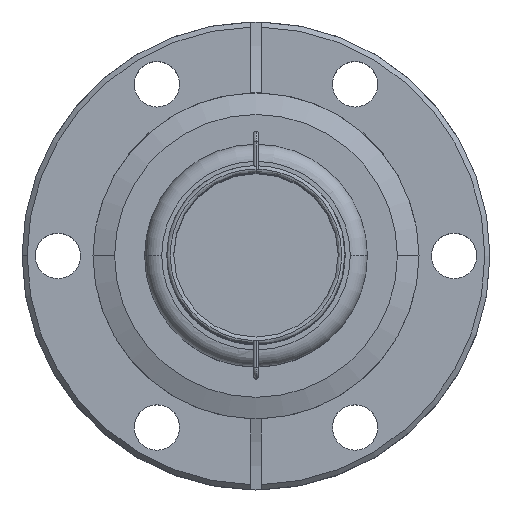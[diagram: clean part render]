
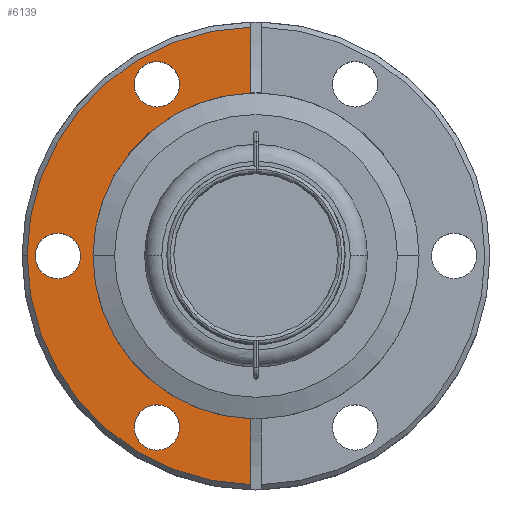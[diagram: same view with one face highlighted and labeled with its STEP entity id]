
A CAD part, top view. The second image highlights one B-rep face of the part: STEP entity #6139.
In plain terms, the highlighted planar face has unit normal (0, 0, 1).
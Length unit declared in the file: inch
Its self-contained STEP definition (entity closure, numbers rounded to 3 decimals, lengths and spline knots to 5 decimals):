
#233 = EDGE_CURVE ( 'NONE', #10040, #6404, #2533, .T. ) ;
#275 = CARTESIAN_POINT ( 'NONE',  ( -0.031, 1.33464, 0.5 ) ) ;
#279 = CIRCLE ( 'NONE', #6315, 0.951 ) ;
#291 = VERTEX_POINT ( 'NONE', #6257 ) ;
#327 = DIRECTION ( 'NONE',  ( -0.5, -0.866, 0. ) ) ;
#415 = DIRECTION ( 'NONE',  ( 0., 0., 1. ) ) ;
#1179 = EDGE_CURVE ( 'NONE', #4219, #291, #4751, .T. ) ;
#1210 = DIRECTION ( 'NONE',  ( 0., 0., 1. ) ) ;
#1410 = DIRECTION ( 'NONE',  ( 0., 0., 1. ) ) ;
#1416 = CIRCLE ( 'NONE', #7456, 1.335 ) ;
#1468 = FACE_OUTER_BOUND ( 'NONE', #13481, .T. ) ;
#1529 = CARTESIAN_POINT ( 'NONE',  ( -0.031, -1.365, 0.5 ) ) ;
#1563 = DIRECTION ( 'NONE',  ( -0.5, 0.866, 0. ) ) ;
#1572 = DIRECTION ( 'NONE',  ( -1., 0., 0. ) ) ;
#1588 = DIRECTION ( 'NONE',  ( 0., 0., -1. ) ) ;
#1804 = EDGE_CURVE ( 'NONE', #4090, #10698, #5012, .T. ) ;
#1927 = VERTEX_POINT ( 'NONE', #3743 ) ;
#1990 = DIRECTION ( 'NONE',  ( -1., 0., 0. ) ) ;
#2061 = CIRCLE ( 'NONE', #3839, 0.1325 ) ;
#2097 = CIRCLE ( 'NONE', #9010, 0.1325 ) ;
#2211 = EDGE_CURVE ( 'NONE', #5872, #1927, #5010, .T. ) ;
#2382 = ORIENTED_EDGE ( 'NONE', *, *, #1179, .F. ) ;
#2517 = FACE_BOUND ( 'NONE', #9532, .T. ) ;
#2533 = CIRCLE ( 'NONE', #8571, 0.951 ) ;
#2560 = AXIS2_PLACEMENT_3D ( 'NONE', #10003, #415, #4679 ) ;
#2648 = EDGE_CURVE ( 'NONE', #291, #4219, #2097, .T. ) ;
#2875 = EDGE_CURVE ( 'NONE', #5872, #8674, #1416, .T. ) ;
#2910 = DIRECTION ( 'NONE',  ( 0., -1., 0. ) ) ;
#3143 = DIRECTION ( 'NONE',  ( 0., 0., 1. ) ) ;
#3152 = VERTEX_POINT ( 'NONE', #12330 ) ;
#3185 = CARTESIAN_POINT ( 'NONE',  ( -1.2885, 0., 0.5 ) ) ;
#3314 = ORIENTED_EDGE ( 'NONE', *, *, #12563, .F. ) ;
#3743 = CARTESIAN_POINT ( 'NONE',  ( -0.031, 0.95049, 0.5 ) ) ;
#3839 = AXIS2_PLACEMENT_3D ( 'NONE', #3955, #8236, #12509 ) ;
#3955 = CARTESIAN_POINT ( 'NONE',  ( -1.156, 0., 0.5 ) ) ;
#4050 = ORIENTED_EDGE ( 'NONE', *, *, #233, .T. ) ;
#4090 = VERTEX_POINT ( 'NONE', #12708 ) ;
#4219 = VERTEX_POINT ( 'NONE', #8558 ) ;
#4582 = EDGE_CURVE ( 'NONE', #6404, #1927, #279, .T. ) ;
#4679 = DIRECTION ( 'NONE',  ( 1., 0., 0. ) ) ;
#4751 = CIRCLE ( 'NONE', #10806, 0.1325 ) ;
#4850 = CARTESIAN_POINT ( 'NONE',  ( 0., 0., 0.5 ) ) ;
#5010 = LINE ( 'NONE', #12508, #11691 ) ;
#5012 = CIRCLE ( 'NONE', #11046, 0.1325 ) ;
#5074 = ORIENTED_EDGE ( 'NONE', *, *, #4582, .T. ) ;
#5476 = DIRECTION ( 'NONE',  ( -0.5, 0.866, 0. ) ) ;
#5623 = CARTESIAN_POINT ( 'NONE',  ( -0.7105, -1.00113, 0.5 ) ) ;
#5639 = CARTESIAN_POINT ( 'NONE',  ( -0.578, -1.00113, 0.5 ) ) ;
#5678 = DIRECTION ( 'NONE',  ( 1., 0., 0. ) ) ;
#5696 = AXIS2_PLACEMENT_3D ( 'NONE', #12745, #3143, #7409 ) ;
#5733 = PLANE ( 'NONE',  #2560 ) ;
#5797 = DIRECTION ( 'NONE',  ( 0., 1., 0. ) ) ;
#5860 = DIRECTION ( 'NONE',  ( -1., 0., 0. ) ) ;
#5872 = VERTEX_POINT ( 'NONE', #275 ) ;
#5999 = CARTESIAN_POINT ( 'NONE',  ( -0.031, -1.33464, 0.5 ) ) ;
#6139 = ADVANCED_FACE ( 'NONE', ( #2517, #6786, #11057, #1468 ), #5733, .T. ) ;
#6211 = EDGE_CURVE ( 'NONE', #10361, #10040, #11120, .T. ) ;
#6257 = CARTESIAN_POINT ( 'NONE',  ( -0.4455, 1.00113, 0.5 ) ) ;
#6310 = AXIS2_PLACEMENT_3D ( 'NONE', #4850, #9119, #13399 ) ;
#6315 = AXIS2_PLACEMENT_3D ( 'NONE', #11185, #1588, #5860 ) ;
#6325 = AXIS2_PLACEMENT_3D ( 'NONE', #5639, #9918, #327 ) ;
#6404 = VERTEX_POINT ( 'NONE', #13053 ) ;
#6642 = CARTESIAN_POINT ( 'NONE',  ( -0.031, -0.95049, 0.5 ) ) ;
#6786 = FACE_BOUND ( 'NONE', #7281, .T. ) ;
#6887 = CARTESIAN_POINT ( 'NONE',  ( -0.578, 1.00113, 0.5 ) ) ;
#6896 = CARTESIAN_POINT ( 'NONE',  ( -1.156, 0., 0.5 ) ) ;
#7198 = ORIENTED_EDGE ( 'NONE', *, *, #8695, .F. ) ;
#7281 = EDGE_LOOP ( 'NONE', ( #13592, #7198 ) ) ;
#7316 = CARTESIAN_POINT ( 'NONE',  ( 0., 0., 0.5 ) ) ;
#7409 = DIRECTION ( 'NONE',  ( -0.5, -0.866, 0. ) ) ;
#7427 = EDGE_CURVE ( 'NONE', #13821, #3152, #11750, .T. ) ;
#7456 = AXIS2_PLACEMENT_3D ( 'NONE', #10998, #1410, #5678 ) ;
#7588 = ORIENTED_EDGE ( 'NONE', *, *, #9771, .T. ) ;
#8236 = DIRECTION ( 'NONE',  ( 0., 0., 1. ) ) ;
#8558 = CARTESIAN_POINT ( 'NONE',  ( -0.7105, 1.00113, 0.5 ) ) ;
#8571 = AXIS2_PLACEMENT_3D ( 'NONE', #7316, #11584, #1990 ) ;
#8674 = VERTEX_POINT ( 'NONE', #13559 ) ;
#8695 = EDGE_CURVE ( 'NONE', #10698, #4090, #2061, .T. ) ;
#9010 = AXIS2_PLACEMENT_3D ( 'NONE', #10799, #1210, #5476 ) ;
#9119 = DIRECTION ( 'NONE',  ( 0., 0., 1. ) ) ;
#9404 = EDGE_LOOP ( 'NONE', ( #11676, #2382 ) ) ;
#9532 = EDGE_LOOP ( 'NONE', ( #3314, #12536 ) ) ;
#9771 = EDGE_CURVE ( 'NONE', #8674, #10361, #12354, .T. ) ;
#9918 = DIRECTION ( 'NONE',  ( 0., 0., 1. ) ) ;
#10003 = CARTESIAN_POINT ( 'NONE',  ( 0., 0., 0.5 ) ) ;
#10040 = VERTEX_POINT ( 'NONE', #6642 ) ;
#10361 = VERTEX_POINT ( 'NONE', #5999 ) ;
#10698 = VERTEX_POINT ( 'NONE', #3185 ) ;
#10778 = ORIENTED_EDGE ( 'NONE', *, *, #2211, .F. ) ;
#10799 = CARTESIAN_POINT ( 'NONE',  ( -0.578, 1.00113, 0.5 ) ) ;
#10806 = AXIS2_PLACEMENT_3D ( 'NONE', #6887, #11156, #1563 ) ;
#10998 = CARTESIAN_POINT ( 'NONE',  ( 0., 0., 0.5 ) ) ;
#11046 = AXIS2_PLACEMENT_3D ( 'NONE', #6896, #11165, #1572 ) ;
#11057 = FACE_BOUND ( 'NONE', #9404, .T. ) ;
#11120 = LINE ( 'NONE', #1529, #12181 ) ;
#11156 = DIRECTION ( 'NONE',  ( 0., 0., 1. ) ) ;
#11165 = DIRECTION ( 'NONE',  ( 0., 0., 1. ) ) ;
#11185 = CARTESIAN_POINT ( 'NONE',  ( 0., 0., 0.5 ) ) ;
#11304 = ORIENTED_EDGE ( 'NONE', *, *, #2875, .T. ) ;
#11584 = DIRECTION ( 'NONE',  ( 0., 0., -1. ) ) ;
#11676 = ORIENTED_EDGE ( 'NONE', *, *, #2648, .F. ) ;
#11691 = VECTOR ( 'NONE', #2910, 39.37008 ) ;
#11750 = CIRCLE ( 'NONE', #5696, 0.1325 ) ;
#12181 = VECTOR ( 'NONE', #5797, 39.37008 ) ;
#12330 = CARTESIAN_POINT ( 'NONE',  ( -0.4455, -1.00113, 0.5 ) ) ;
#12354 = CIRCLE ( 'NONE', #6310, 1.335 ) ;
#12370 = CIRCLE ( 'NONE', #6325, 0.1325 ) ;
#12508 = CARTESIAN_POINT ( 'NONE',  ( -0.031, 1.365, 0.5 ) ) ;
#12509 = DIRECTION ( 'NONE',  ( -1., 0., 0. ) ) ;
#12536 = ORIENTED_EDGE ( 'NONE', *, *, #7427, .F. ) ;
#12563 = EDGE_CURVE ( 'NONE', #3152, #13821, #12370, .T. ) ;
#12695 = ORIENTED_EDGE ( 'NONE', *, *, #6211, .T. ) ;
#12708 = CARTESIAN_POINT ( 'NONE',  ( -1.0235, 0., 0.5 ) ) ;
#12745 = CARTESIAN_POINT ( 'NONE',  ( -0.578, -1.00113, 0.5 ) ) ;
#13053 = CARTESIAN_POINT ( 'NONE',  ( -0.951, 0., 0.5 ) ) ;
#13399 = DIRECTION ( 'NONE',  ( 1., 0., 0. ) ) ;
#13481 = EDGE_LOOP ( 'NONE', ( #11304, #7588, #12695, #4050, #5074, #10778 ) ) ;
#13559 = CARTESIAN_POINT ( 'NONE',  ( -1.335, 0., 0.5 ) ) ;
#13592 = ORIENTED_EDGE ( 'NONE', *, *, #1804, .F. ) ;
#13821 = VERTEX_POINT ( 'NONE', #5623 ) ;
